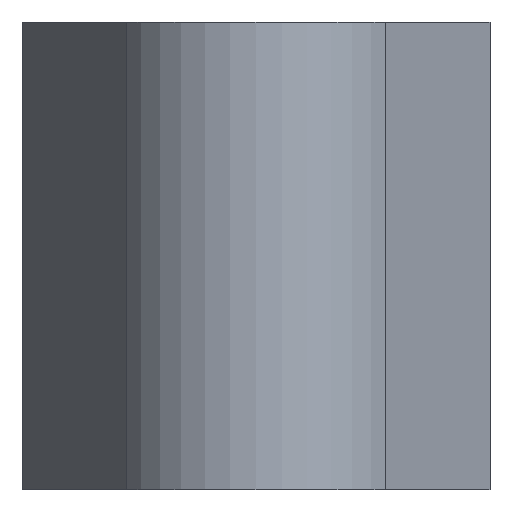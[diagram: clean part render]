
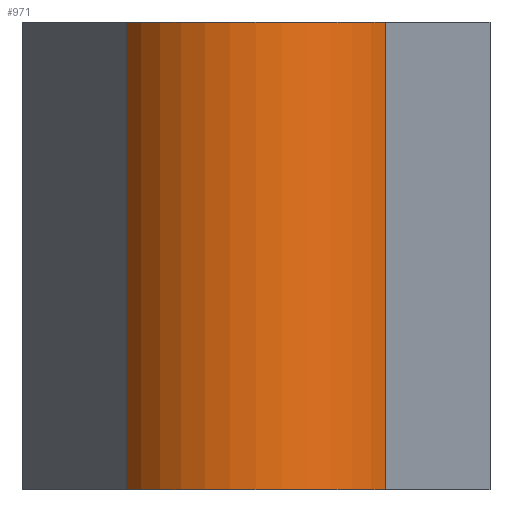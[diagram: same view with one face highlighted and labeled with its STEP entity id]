
A CAD part, front view. The second image highlights one B-rep face of the part: STEP entity #971.
In plain terms, the highlighted cylindrical face has radius 8 mm (diameter 16 mm), a partial arc.
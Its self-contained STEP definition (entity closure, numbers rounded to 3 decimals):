
#99=FACE_OUTER_BOUND('',#155,.T.);
#155=EDGE_LOOP('',(#837,#838,#839,#840));
#240=LINE('',#1671,#322);
#242=LINE('',#1677,#324);
#322=VECTOR('',#1384,10.);
#324=VECTOR('',#1390,10.);
#387=CIRCLE('',#1100,8.);
#388=CIRCLE('',#1101,8.);
#473=VERTEX_POINT('',#1668);
#474=VERTEX_POINT('',#1670);
#475=VERTEX_POINT('',#1674);
#476=VERTEX_POINT('',#1676);
#606=EDGE_CURVE('',#474,#473,#240,.T.);
#608=EDGE_CURVE('',#473,#475,#387,.T.);
#609=EDGE_CURVE('',#476,#475,#242,.T.);
#610=EDGE_CURVE('',#476,#474,#388,.T.);
#837=ORIENTED_EDGE('',*,*,#608,.T.);
#838=ORIENTED_EDGE('',*,*,#609,.F.);
#839=ORIENTED_EDGE('',*,*,#610,.T.);
#840=ORIENTED_EDGE('',*,*,#606,.T.);
#922=CYLINDRICAL_SURFACE('',#1099,8.);
#971=ADVANCED_FACE('',(#99),#922,.T.);
#1099=AXIS2_PLACEMENT_3D('',#1673,#1386,#1387);
#1100=AXIS2_PLACEMENT_3D('',#1675,#1388,#1389);
#1101=AXIS2_PLACEMENT_3D('',#1678,#1391,#1392);
#1384=DIRECTION('',(0.,0.,1.));
#1386=DIRECTION('center_axis',(0.,0.,1.));
#1387=DIRECTION('ref_axis',(-0.866,-0.5,0.));
#1388=DIRECTION('center_axis',(0.,0.,-1.));
#1389=DIRECTION('ref_axis',(-0.866,-0.5,0.));
#1390=DIRECTION('',(0.,0.,1.));
#1391=DIRECTION('center_axis',(0.,0.,1.));
#1392=DIRECTION('ref_axis',(-0.866,-0.5,0.));
#1668=CARTESIAN_POINT('',(7.178,-16.038,25.));
#1670=CARTESIAN_POINT('',(7.178,-16.038,0.));
#1671=CARTESIAN_POINT('',(7.178,-16.038,0.));
#1673=CARTESIAN_POINT('Origin',(0.25,-12.038,0.));
#1674=CARTESIAN_POINT('',(-6.678,-16.038,25.));
#1675=CARTESIAN_POINT('Origin',(0.25,-12.038,25.));
#1676=CARTESIAN_POINT('',(-6.678,-16.038,0.));
#1677=CARTESIAN_POINT('',(-6.678,-16.038,0.));
#1678=CARTESIAN_POINT('Origin',(0.25,-12.038,0.));
